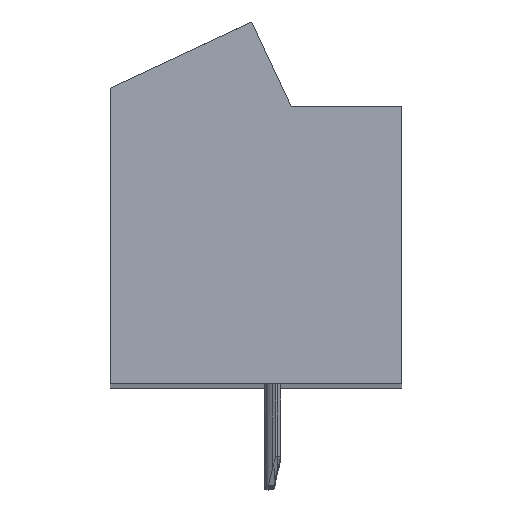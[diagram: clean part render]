
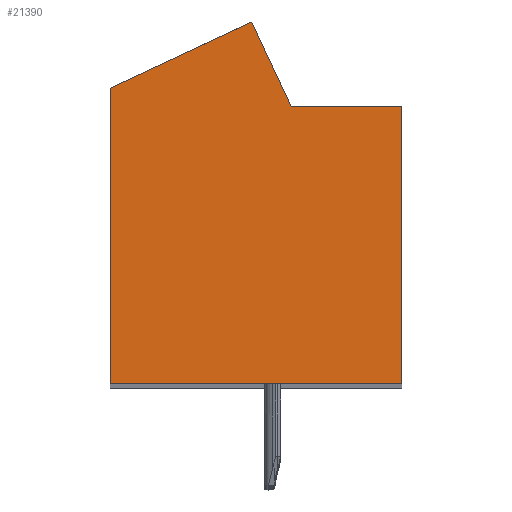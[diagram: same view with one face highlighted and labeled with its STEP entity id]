
A CAD part, top view. The second image highlights one B-rep face of the part: STEP entity #21390.
In plain terms, the highlighted planar face has unit normal (0, 0, 1).
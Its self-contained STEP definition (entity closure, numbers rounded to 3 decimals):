
#7551=DIRECTION('',(-1.,0.,0.));
#7552=VECTOR('',#7551,3.79);
#7553=CARTESIAN_POINT('',(5.002,3.3,81.75));
#7554=LINE('',#7553,#7552);
#7555=DIRECTION('',(0.,1.,0.));
#7556=VECTOR('',#7555,9.5);
#7557=CARTESIAN_POINT('',(5.002,-6.2,81.75));
#7558=LINE('',#7557,#7556);
#7559=DIRECTION('',(1.,0.,0.));
#7560=VECTOR('',#7559,10.);
#7561=CARTESIAN_POINT('',(-4.998,-6.2,81.75));
#7562=LINE('',#7561,#7560);
#7563=DIRECTION('',(0.,-1.,0.));
#7564=VECTOR('',#7563,10.135);
#7565=CARTESIAN_POINT('',(-4.998,3.935,81.75));
#7566=LINE('',#7565,#7564);
#7567=DIRECTION('',(-0.906,-0.423,0.));
#7568=VECTOR('',#7567,5.36);
#7569=CARTESIAN_POINT('',(-0.14,6.2,81.75));
#7570=LINE('',#7569,#7568);
#7571=DIRECTION('',(-0.423,0.906,0.));
#7572=VECTOR('',#7571,3.2);
#7573=CARTESIAN_POINT('',(1.212,3.3,81.75));
#7574=LINE('',#7573,#7572);
#9168=CARTESIAN_POINT('',(5.002,3.3,81.75));
#9169=CARTESIAN_POINT('',(1.212,3.3,81.75));
#9170=VERTEX_POINT('',#9168);
#9171=VERTEX_POINT('',#9169);
#9172=CARTESIAN_POINT('',(-0.14,6.2,81.75));
#9173=VERTEX_POINT('',#9172);
#9174=CARTESIAN_POINT('',(-4.998,3.935,81.75));
#9175=VERTEX_POINT('',#9174);
#9176=CARTESIAN_POINT('',(-4.998,-6.2,81.75));
#9177=VERTEX_POINT('',#9176);
#9178=CARTESIAN_POINT('',(5.002,-6.2,81.75));
#9179=VERTEX_POINT('',#9178);
#21377=CARTESIAN_POINT('',(0.,0.,81.75));
#21378=DIRECTION('',(0.,0.,1.));
#21379=DIRECTION('',(1.,0.,0.));
#21380=AXIS2_PLACEMENT_3D('',#21377,#21378,#21379);
#21381=PLANE('',#21380);
#21382=ORIENTED_EDGE('',*,*,#11747,.F.);
#21383=ORIENTED_EDGE('',*,*,#11762,.F.);
#21384=ORIENTED_EDGE('',*,*,#11776,.F.);
#21385=ORIENTED_EDGE('',*,*,#12103,.F.);
#21386=ORIENTED_EDGE('',*,*,#12455,.F.);
#21387=ORIENTED_EDGE('',*,*,#21371,.F.);
#21388=EDGE_LOOP('',(#21382,#21383,#21384,#21385,#21386,#21387));
#21389=FACE_OUTER_BOUND('',#21388,.F.);
#11747=EDGE_CURVE('',#9170,#9171,#7554,.T.);
#11762=EDGE_CURVE('',#9179,#9170,#7558,.T.);
#11776=EDGE_CURVE('',#9177,#9179,#7562,.T.);
#12103=EDGE_CURVE('',#9175,#9177,#7566,.T.);
#12455=EDGE_CURVE('',#9173,#9175,#7570,.T.);
#21371=EDGE_CURVE('',#9171,#9173,#7574,.T.);
#21390=ADVANCED_FACE('',(#21389),#21381,.T.);
